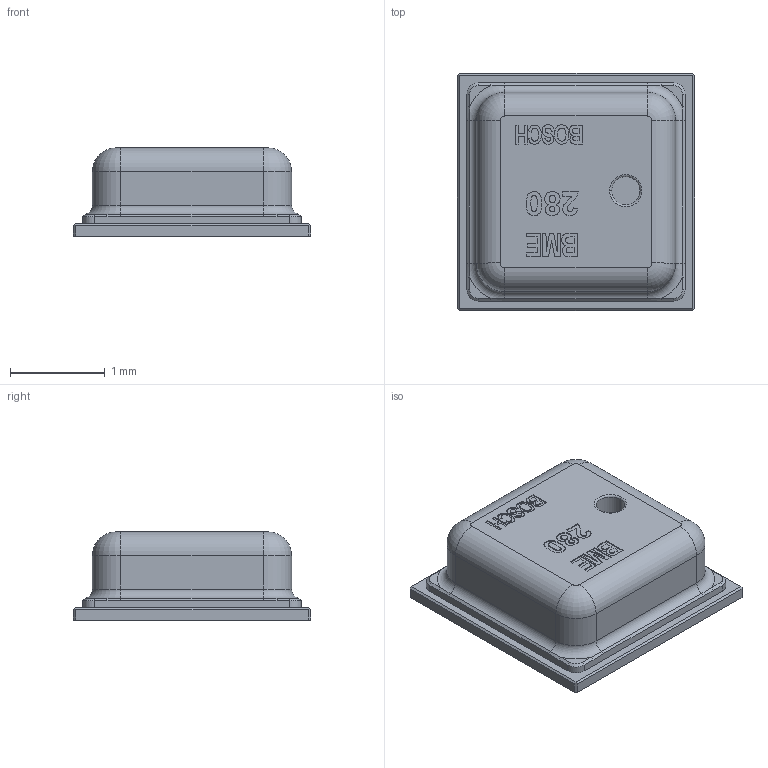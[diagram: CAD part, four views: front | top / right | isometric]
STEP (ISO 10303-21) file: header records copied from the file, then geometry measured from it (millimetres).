
FILE_DESCRIPTION ( ( 'STEP AP214' ), '1' );
FILE_NAME ( 'BME280.STEP', '', ( '' ), ( '' ), '', '', '' );
FILE_SCHEMA (( 'AUTOMOTIVE_DESIGN' ));
Length unit declared in the file: millimetre
Products named in the file (1): BME280
Bounding box: 2.5 x 2.5 x 0.93 mm (x, y, z)
Volume: 4.2 mm3; surface area: 19.6 mm2
Topology: 1 solids, 1 shells, 268 faces, 700 edges, 464 vertices
Faces by surface type: plane 131, bspline 105, cylinder 18, torus 10, cone 4
Entity records: 15963 total; most frequent: CARTESIAN_POINT 7098, ORIENTED_EDGE 1400, DIRECTION 856, EDGE_CURVE 700, VERTEX_POINT 464, LINE 420, VECTOR 420, EDGE_LOOP 298
